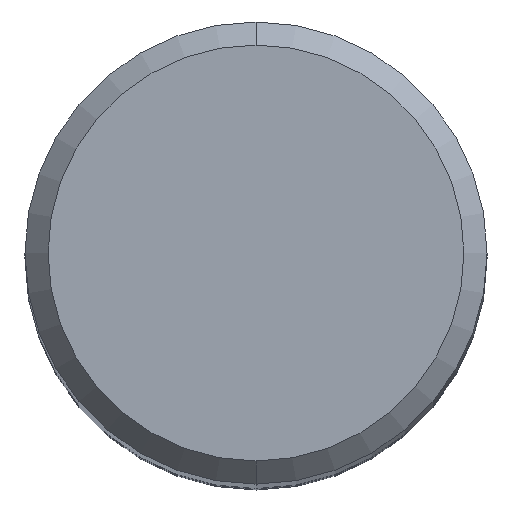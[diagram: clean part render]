
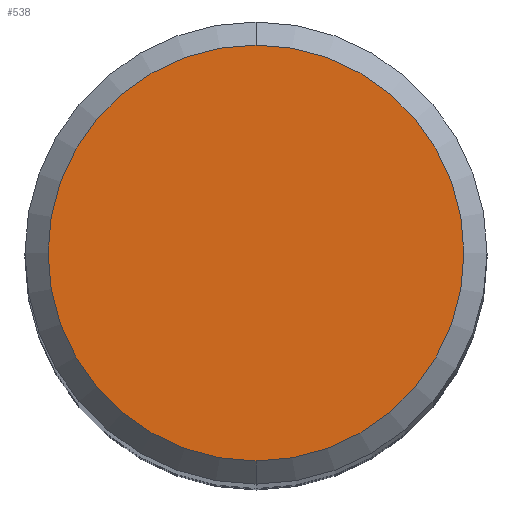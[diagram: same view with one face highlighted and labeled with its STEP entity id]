
A CAD part, top view. The second image highlights one B-rep face of the part: STEP entity #538.
In plain terms, the highlighted planar face has unit normal (0, 0, 1).
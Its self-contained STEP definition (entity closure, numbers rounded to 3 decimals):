
#226=VERTEX_POINT('',#592);
#228=EDGE_CURVE('',#388,#226,#594,.T.);
#340=EDGE_CURVE('',#226,#388,#719,.T.);
#388=VERTEX_POINT('',#777);
#538=ADVANCED_FACE('',(#942),#943,.T.);
#592=CARTESIAN_POINT('',(0.0,5.4,0.0));
#594=CIRCLE('',#1039,5.4);
#719=CIRCLE('',#1292,5.4);
#777=CARTESIAN_POINT('',(0.,-5.4,0.0));
#942=FACE_OUTER_BOUND('',#1692,.T.);
#943=PLANE('',#1693);
#1039=AXIS2_PLACEMENT_3D('',#1772,#1773,#1774);
#1292=AXIS2_PLACEMENT_3D('',#1928,#1929,#1930);
#1692=EDGE_LOOP('',(#2178,#2179));
#1693=AXIS2_PLACEMENT_3D('',#2180,#2181,#2182);
#1772=CARTESIAN_POINT('',(0.0,0.0,0.0));
#1773=DIRECTION('',(0.0,0.0,-1.0));
#1774=DIRECTION('',(0.0,1.0,0.0));
#1928=CARTESIAN_POINT('',(0.0,0.0,0.0));
#1929=DIRECTION('',(0.0,0.0,-1.0));
#1930=DIRECTION('',(0.0,1.0,0.0));
#2178=ORIENTED_EDGE('',*,*,#340,.F.);
#2179=ORIENTED_EDGE('',*,*,#228,.F.);
#2180=CARTESIAN_POINT('',(0.0,2.7,0.0));
#2181=DIRECTION('',(-0.0,0.0,1.0));
#2182=DIRECTION('',(0.0,-1.0,0.0));
